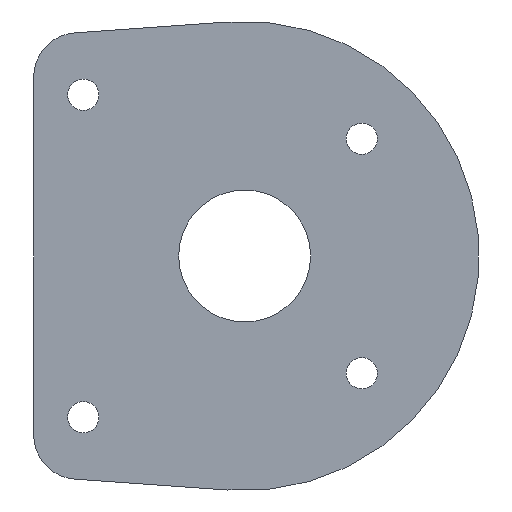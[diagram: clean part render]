
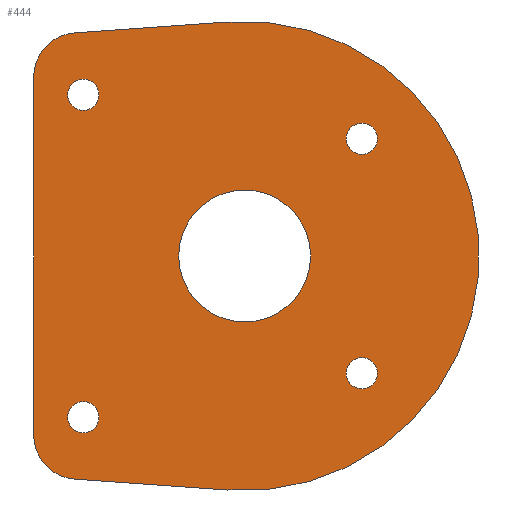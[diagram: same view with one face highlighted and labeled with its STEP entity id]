
A CAD part, front view. The second image highlights one B-rep face of the part: STEP entity #444.
In plain terms, the highlighted planar face has unit normal (0, -1, 0).
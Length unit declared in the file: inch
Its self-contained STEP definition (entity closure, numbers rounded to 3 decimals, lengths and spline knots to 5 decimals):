
#20 = CARTESIAN_POINT ( 'NONE',  ( 3.38128, 0., 1.99496 ) ) ;
#21 = CIRCLE ( 'NONE', #262, 0.375 ) ;
#25 = VERTEX_POINT ( 'NONE', #99 ) ;
#26 = CARTESIAN_POINT ( 'NONE',  ( 2.1482, 0., 1.375 ) ) ;
#29 = DIRECTION ( 'NONE',  ( 0., 0., 1. ) ) ;
#39 = ORIENTED_EDGE ( 'NONE', *, *, #258, .T. ) ;
#40 = DIRECTION ( 'NONE',  ( 0., 1., 0. ) ) ;
#51 = VERTEX_POINT ( 'NONE', #189 ) ;
#52 = DIRECTION ( 'NONE',  ( 0., 0., -1. ) ) ;
#57 = CARTESIAN_POINT ( 'NONE',  ( 2.07339, 0., -1.90192 ) ) ;
#58 = VECTOR ( 'NONE', #157, 39.37008 ) ;
#64 = DIRECTION ( 'NONE',  ( 0., 1., 0. ) ) ;
#65 = ORIENTED_EDGE ( 'NONE', *, *, #103, .T. ) ;
#72 = EDGE_LOOP ( 'NONE', ( #65 ) ) ;
#74 = EDGE_LOOP ( 'NONE', ( #418 ) ) ;
#78 = EDGE_CURVE ( 'NONE', #51, #51, #432, .T. ) ;
#82 = AXIS2_PLACEMENT_3D ( 'NONE', #102, #293, #415 ) ;
#84 = FACE_OUTER_BOUND ( 'NONE', #274, .T. ) ;
#92 = DIRECTION ( 'NONE',  ( 0., 1., 0. ) ) ;
#94 = CARTESIAN_POINT ( 'NONE',  ( 1.725, 0., -1.52786 ) ) ;
#96 = CARTESIAN_POINT ( 'NONE',  ( 2.1, 0., -1.52786 ) ) ;
#99 = CARTESIAN_POINT ( 'NONE',  ( 2.1482, 0., -1.242 ) ) ;
#101 = VERTEX_POINT ( 'NONE', #404 ) ;
#102 = CARTESIAN_POINT ( 'NONE',  ( 4.5232, 0., -1. ) ) ;
#103 = EDGE_CURVE ( 'NONE', #398, #398, #252, .T. ) ;
#114 = ORIENTED_EDGE ( 'NONE', *, *, #188, .T. ) ;
#117 = AXIS2_PLACEMENT_3D ( 'NONE', #26, #161, #29 ) ;
#118 = AXIS2_PLACEMENT_3D ( 'NONE', #384, #342, #428 ) ;
#119 = VECTOR ( 'NONE', #348, 39.37008 ) ;
#120 = DIRECTION ( 'NONE',  ( 0., 0., -1. ) ) ;
#124 = CARTESIAN_POINT ( 'NONE',  ( 4.5232, 0., 1. ) ) ;
#125 = EDGE_CURVE ( 'NONE', #133, #217, #358, .T. ) ;
#126 = CIRCLE ( 'NONE', #82, 0.133 ) ;
#127 = CARTESIAN_POINT ( 'NONE',  ( 3.5232, 0., 0. ) ) ;
#133 = VERTEX_POINT ( 'NONE', #197 ) ;
#135 = CARTESIAN_POINT ( 'NONE',  ( 1.725, 0., 1.52786 ) ) ;
#136 = CARTESIAN_POINT ( 'NONE',  ( 2.1482, 0., -1.375 ) ) ;
#138 = ORIENTED_EDGE ( 'NONE', *, *, #229, .T. ) ;
#140 = EDGE_LOOP ( 'NONE', ( #238 ) ) ;
#141 = FACE_BOUND ( 'NONE', #72, .T. ) ;
#144 = VERTEX_POINT ( 'NONE', #224 ) ;
#147 = LINE ( 'NONE', #336, #119 ) ;
#149 = EDGE_LOOP ( 'NONE', ( #443 ) ) ;
#153 = DIRECTION ( 'NONE',  ( 0., -1., 0. ) ) ;
#157 = DIRECTION ( 'NONE',  ( 0.997, 0., 0.071 ) ) ;
#158 = DIRECTION ( 'NONE',  ( 0., 1., 0. ) ) ;
#161 = DIRECTION ( 'NONE',  ( 0., 1., 0. ) ) ;
#164 = DIRECTION ( 'NONE',  ( 0., 0., 1. ) ) ;
#165 = ORIENTED_EDGE ( 'NONE', *, *, #430, .F. ) ;
#168 = VERTEX_POINT ( 'NONE', #57 ) ;
#173 = ORIENTED_EDGE ( 'NONE', *, *, #125, .F. ) ;
#178 = AXIS2_PLACEMENT_3D ( 'NONE', #136, #64, #164 ) ;
#183 = VERTEX_POINT ( 'NONE', #94 ) ;
#187 = CARTESIAN_POINT ( 'NONE',  ( 2.1, 0., 1.52786 ) ) ;
#188 = EDGE_CURVE ( 'NONE', #133, #307, #216, .T. ) ;
#189 = CARTESIAN_POINT ( 'NONE',  ( 3.5232, 0., 0.56225 ) ) ;
#192 = DIRECTION ( 'NONE',  ( 0., 0., -1. ) ) ;
#197 = CARTESIAN_POINT ( 'NONE',  ( 2.07339, 0., 1.90192 ) ) ;
#208 = EDGE_LOOP ( 'NONE', ( #39 ) ) ;
#215 = ORIENTED_EDGE ( 'NONE', *, *, #272, .T. ) ;
#216 = CIRCLE ( 'NONE', #341, 0.375 ) ;
#217 = VERTEX_POINT ( 'NONE', #20 ) ;
#222 = DIRECTION ( 'NONE',  ( 0., -1., 0. ) ) ;
#223 = CARTESIAN_POINT ( 'NONE',  ( 4.5232, 0., 1.133 ) ) ;
#224 = CARTESIAN_POINT ( 'NONE',  ( 3.38128, 0., -1.99496 ) ) ;
#225 = DIRECTION ( 'NONE',  ( 0., 0., 1. ) ) ;
#229 = EDGE_CURVE ( 'NONE', #183, #168, #21, .T. ) ;
#232 = CARTESIAN_POINT ( 'NONE',  ( 1.725, 0., -1.87713 ) ) ;
#238 = ORIENTED_EDGE ( 'NONE', *, *, #78, .T. ) ;
#239 = AXIS2_PLACEMENT_3D ( 'NONE', #127, #158, #225 ) ;
#252 = CIRCLE ( 'NONE', #352, 0.133 ) ;
#258 = EDGE_CURVE ( 'NONE', #296, #296, #126, .T. ) ;
#262 = AXIS2_PLACEMENT_3D ( 'NONE', #96, #222, #52 ) ;
#272 = EDGE_CURVE ( 'NONE', #307, #183, #372, .T. ) ;
#274 = EDGE_LOOP ( 'NONE', ( #173, #114, #215, #138, #382, #165 ) ) ;
#276 = CIRCLE ( 'NONE', #117, 0.133 ) ;
#293 = DIRECTION ( 'NONE',  ( 0., 1., 0. ) ) ;
#296 = VERTEX_POINT ( 'NONE', #324 ) ;
#299 = FACE_BOUND ( 'NONE', #208, .T. ) ;
#302 = FACE_BOUND ( 'NONE', #140, .T. ) ;
#304 = EDGE_CURVE ( 'NONE', #101, #101, #276, .T. ) ;
#307 = VERTEX_POINT ( 'NONE', #135 ) ;
#308 = CARTESIAN_POINT ( 'NONE',  ( 3.5232, 0., 0. ) ) ;
#309 = EDGE_CURVE ( 'NONE', #25, #25, #368, .T. ) ;
#310 = FACE_BOUND ( 'NONE', #74, .T. ) ;
#322 = DIRECTION ( 'NONE',  ( 0., 0., -1. ) ) ;
#324 = CARTESIAN_POINT ( 'NONE',  ( 4.5232, 0., -0.867 ) ) ;
#335 = AXIS2_PLACEMENT_3D ( 'NONE', #308, #40, #120 ) ;
#336 = CARTESIAN_POINT ( 'NONE',  ( 3.38128, 0., -1.99496 ) ) ;
#341 = AXIS2_PLACEMENT_3D ( 'NONE', #187, #153, #192 ) ;
#342 = DIRECTION ( 'NONE',  ( 0., -1., 0. ) ) ;
#348 = DIRECTION ( 'NONE',  ( -0.997, 0., 0.071 ) ) ;
#352 = AXIS2_PLACEMENT_3D ( 'NONE', #124, #92, #394 ) ;
#358 = LINE ( 'NONE', #399, #58 ) ;
#359 = VECTOR ( 'NONE', #322, 39.37008 ) ;
#368 = CIRCLE ( 'NONE', #178, 0.133 ) ;
#372 = LINE ( 'NONE', #232, #359 ) ;
#381 = FACE_BOUND ( 'NONE', #149, .T. ) ;
#382 = ORIENTED_EDGE ( 'NONE', *, *, #436, .F. ) ;
#384 = CARTESIAN_POINT ( 'NONE',  ( 3.5232, 0., 0. ) ) ;
#389 = CIRCLE ( 'NONE', #335, 2. ) ;
#394 = DIRECTION ( 'NONE',  ( 0., 0., 1. ) ) ;
#398 = VERTEX_POINT ( 'NONE', #223 ) ;
#399 = CARTESIAN_POINT ( 'NONE',  ( 3.38128, 0., 1.99496 ) ) ;
#404 = CARTESIAN_POINT ( 'NONE',  ( 2.1482, 0., 1.508 ) ) ;
#415 = DIRECTION ( 'NONE',  ( 0., 0., 1. ) ) ;
#418 = ORIENTED_EDGE ( 'NONE', *, *, #309, .T. ) ;
#421 = PLANE ( 'NONE',  #118 ) ;
#428 = DIRECTION ( 'NONE',  ( 0., 0., -1. ) ) ;
#430 = EDGE_CURVE ( 'NONE', #217, #144, #389, .T. ) ;
#432 = CIRCLE ( 'NONE', #239, 0.56225 ) ;
#436 = EDGE_CURVE ( 'NONE', #144, #168, #147, .T. ) ;
#443 = ORIENTED_EDGE ( 'NONE', *, *, #304, .T. ) ;
#444 = ADVANCED_FACE ( 'NONE', ( #84, #310, #381, #299, #141, #302 ), #421, .T. ) ;
